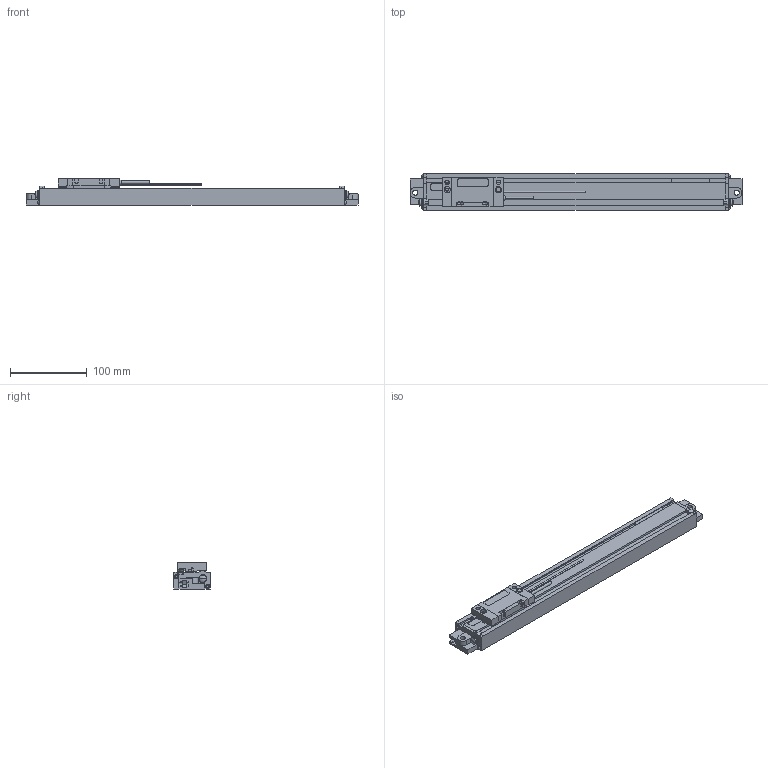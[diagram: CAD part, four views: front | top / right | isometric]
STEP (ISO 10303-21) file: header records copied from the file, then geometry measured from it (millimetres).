
FILE_DESCRIPTION((''),'2;1');
FILE_NAME('1160709-01-Z01_ASM','2021-06-07T07:47:47',('AT10150'),(''),'CREO PARAMETRIC BY PTC INC, 2019164','CREO PARAMETRIC BY PTC INC, 2019164','');
FILE_SCHEMA(('AUTOMOTIVE_DESIGN { 1 0 10303 214 1 1 1 1 }'));
Length unit declared in the file: millimetre
Products named in the file (3): 1160709-01-Z02; 1160709-01-Z05; 1160709-01-Z01_ASM
Assembly tree (2 placements, depth 2):
  1160709-01-Z01_ASM
    1160709-01-Z02
    1160709-01-Z05
Bounding box: 434 x 47.9 x 35 mm (x, y, z)
Volume: 444098 mm3; surface area: 79579.6 mm2
Topology: 2 solids, 2 shells, 346 faces, 1409 edges, 1078 vertices
Faces by surface type: plane 247, cylinder 79, sphere 12, torus 6, cone 2
Entity records: 18183 total; most frequent: CARTESIAN_POINT 2877, DIRECTION 2188, ORIENTED_EDGE 1878, PRESENTATION_STYLE_ASSIGNMENT 1407, STYLED_ITEM 1407, CURVE_STYLE 1405, VECTOR 1022, LINE 1022
